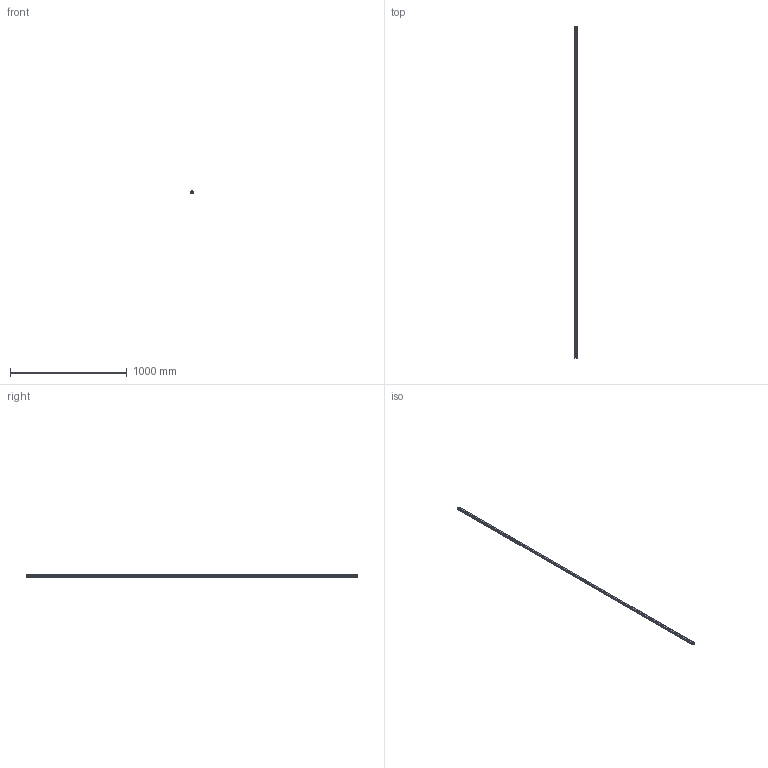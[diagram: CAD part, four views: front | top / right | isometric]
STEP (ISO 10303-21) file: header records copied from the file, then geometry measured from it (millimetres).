
FILE_DESCRIPTION(('STEP AP214'),'1');
FILE_NAME('cctmp_A5AC5DB9-B6D7-4B61-988D-3FFD3FC12654_2021_01_21_14_00_41_0019..stp','2021-01-21T13:00:41',('HIWIN GmbH'),('CADClick - www.CADClick.com'),'Spatial InterOp 3D',' ','unknown authorization');
FILE_SCHEMA(('AUTOMOTIVE_DESIGN'));
Length unit declared in the file: millimetre
Products named in the file (1): HGR20T2840C_FILE
Bounding box: 20 x 2840 x 17.5 mm (x, y, z)
Volume: 838649.1 mm3; surface area: 226494 mm2
Topology: 1 solids, 1 shells, 299 faces, 783 edges, 442 vertices
Faces by surface type: cylinder 118, cone 96, plane 85
Entity records: 10849 total; most frequent: DIRECTION 1523, CARTESIAN_POINT 1429, ORIENTED_EDGE 1374, EDGE_CURVE 687, AXIS2_PLACEMENT_3D 536, LINE 451, VECTOR 451, VERTEX_POINT 442
